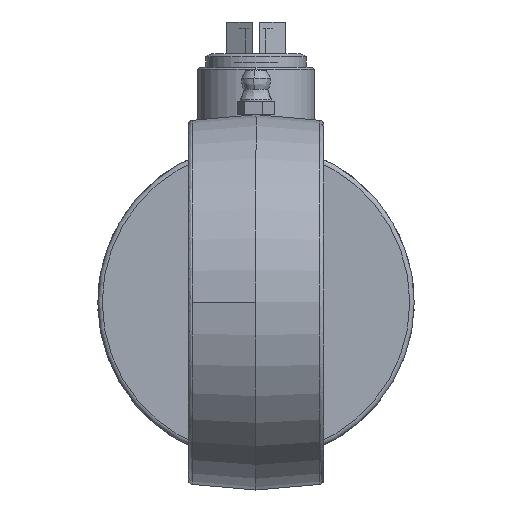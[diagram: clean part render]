
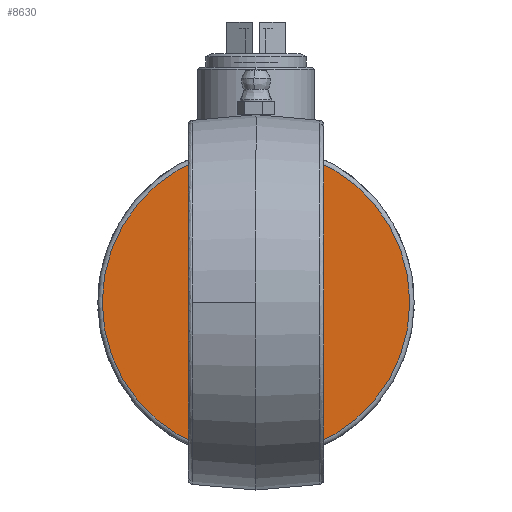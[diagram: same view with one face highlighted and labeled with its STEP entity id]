
A CAD part, left-side view. The second image highlights one B-rep face of the part: STEP entity #8630.
In plain terms, the highlighted planar face has unit normal (-1, 0, 0).
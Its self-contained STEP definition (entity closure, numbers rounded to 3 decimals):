
#791 = DIRECTION ( 'NONE',  ( 0., 0., 1. ) ) ;
#1560 = ORIENTED_EDGE ( 'NONE', *, *, #12262, .T. ) ;
#2104 = CARTESIAN_POINT ( 'NONE',  ( -28., 0., 34. ) ) ;
#2161 = CARTESIAN_POINT ( 'NONE',  ( -28., 0., 0. ) ) ;
#2891 = CIRCLE ( 'NONE', #5299, 34. ) ;
#2921 = DIRECTION ( 'NONE',  ( -1., 0., 0. ) ) ;
#3196 = DIRECTION ( 'NONE',  ( -1., 0., 0. ) ) ;
#3386 = DIRECTION ( 'NONE',  ( 0., 0., 1. ) ) ;
#4427 = VERTEX_POINT ( 'NONE', #12607 ) ;
#4801 = VERTEX_POINT ( 'NONE', #2104 ) ;
#5299 = AXIS2_PLACEMENT_3D ( 'NONE', #2161, #3196, #10717 ) ;
#5374 = EDGE_CURVE ( 'NONE', #4427, #4801, #5833, .T. ) ;
#5833 = CIRCLE ( 'NONE', #13454, 34. ) ;
#7844 = DIRECTION ( 'NONE',  ( -1., 0., 0. ) ) ;
#8116 = PLANE ( 'NONE',  #10196 ) ;
#8177 = CARTESIAN_POINT ( 'NONE',  ( -28., 0., 34. ) ) ;
#8251 = FACE_OUTER_BOUND ( 'NONE', #11351, .T. ) ;
#8630 = ADVANCED_FACE ( 'NONE', ( #8251 ), #8116, .T. ) ;
#10196 = AXIS2_PLACEMENT_3D ( 'NONE', #8177, #2921, #791 ) ;
#10291 = ORIENTED_EDGE ( 'NONE', *, *, #5374, .T. ) ;
#10717 = DIRECTION ( 'NONE',  ( 0., 0., 1. ) ) ;
#11351 = EDGE_LOOP ( 'NONE', ( #1560, #10291 ) ) ;
#12262 = EDGE_CURVE ( 'NONE', #4801, #4427, #2891, .T. ) ;
#12607 = CARTESIAN_POINT ( 'NONE',  ( -28., 0., -34. ) ) ;
#12984 = CARTESIAN_POINT ( 'NONE',  ( -28., 0., 0. ) ) ;
#13454 = AXIS2_PLACEMENT_3D ( 'NONE', #12984, #7844, #3386 ) ;
